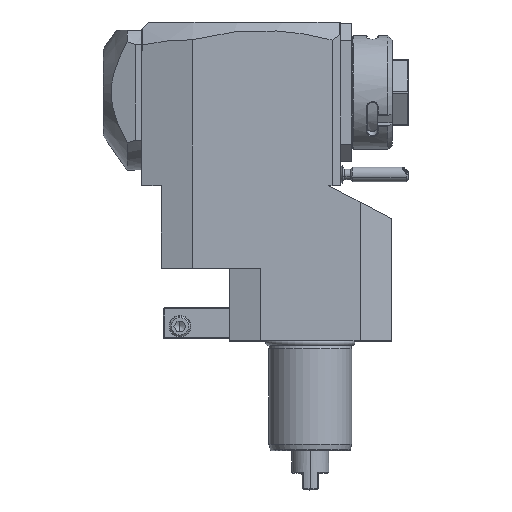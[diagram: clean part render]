
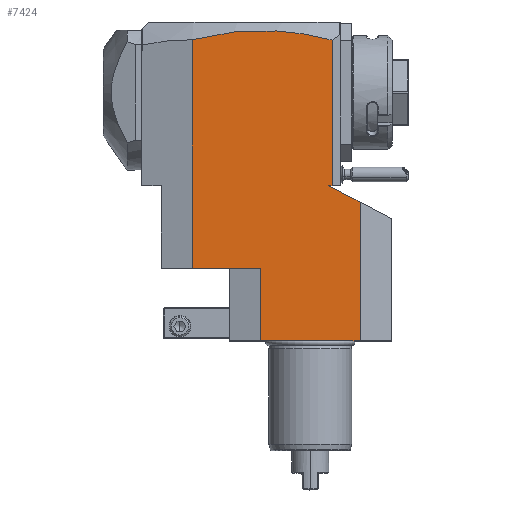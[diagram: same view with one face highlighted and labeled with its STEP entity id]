
A CAD part, top view. The second image highlights one B-rep face of the part: STEP entity #7424.
In plain terms, the highlighted planar face has unit normal (0, 0, 1).
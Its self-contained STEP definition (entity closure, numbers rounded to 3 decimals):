
#17=DIRECTION('',(-1.,0.,0.));
#18=VECTOR('',#17,48.);
#19=CARTESIAN_POINT('',(24.,0.,37.5));
#20=LINE('',#19,#18);
#63=DIRECTION('',(0.,-1.,0.));
#64=VECTOR('',#63,70.258);
#65=CARTESIAN_POINT('',(10.5,145.258,37.5));
#66=LINE('',#65,#64);
#67=DIRECTION('',(-1.,0.,0.));
#68=VECTOR('',#67,1.592);
#69=CARTESIAN_POINT('',(10.5,75.,37.5));
#70=LINE('',#69,#68);
#71=DIRECTION('',(-0.883,0.469,0.));
#72=VECTOR('',#71,17.092);
#73=CARTESIAN_POINT('',(24.,66.976,37.5));
#74=LINE('',#73,#72);
#75=CARTESIAN_POINT('',(-57.,145.435,37.5));
#76=CARTESIAN_POINT('',(-51.371,146.939,37.5));
#77=CARTESIAN_POINT('',(-40.115,149.162,37.5));
#78=CARTESIAN_POINT('',(-23.238,150.233,37.5));
#79=CARTESIAN_POINT('',(-6.365,149.072,37.5));
#80=CARTESIAN_POINT('',(4.879,146.791,37.5));
#81=CARTESIAN_POINT('',(10.5,145.258,37.5));
#2297=DIRECTION('',(0.,-1.,0.));
#2298=VECTOR('',#2297,110.435);
#2299=CARTESIAN_POINT('',(-57.,145.435,37.5));
#2300=LINE('',#2299,#2298);
#2317=DIRECTION('',(1.,0.,0.));
#2318=VECTOR('',#2317,33.);
#2319=CARTESIAN_POINT('',(-57.,35.,37.5));
#2320=LINE('',#2319,#2318);
#2837=DIRECTION('',(0.,-1.,0.));
#2838=VECTOR('',#2837,35.);
#2839=CARTESIAN_POINT('',(-24.,35.,37.5));
#2840=LINE('',#2839,#2838);
#4899=DIRECTION('',(0.,1.,0.));
#4900=VECTOR('',#4899,66.976);
#4901=CARTESIAN_POINT('',(24.,0.,37.5));
#4902=LINE('',#4901,#4900);
#6782=VERTEX_POINT('',#75);
#6783=VERTEX_POINT('',#81);
#7155=CARTESIAN_POINT('',(24.,0.,37.5));
#7156=VERTEX_POINT('',#7155);
#7157=CARTESIAN_POINT('',(-24.,0.,37.5));
#7158=VERTEX_POINT('',#7157);
#7191=CARTESIAN_POINT('',(-57.,35.,37.5));
#7193=VERTEX_POINT('',#7191);
#7205=CARTESIAN_POINT('',(10.5,75.,37.5));
#7206=VERTEX_POINT('',#7205);
#7213=CARTESIAN_POINT('',(24.,66.976,37.5));
#7214=VERTEX_POINT('',#7213);
#7313=CARTESIAN_POINT('',(8.908,75.,37.5));
#7314=VERTEX_POINT('',#7313);
#7317=CARTESIAN_POINT('',(-24.,35.,37.5));
#7318=VERTEX_POINT('',#7317);
#7401=CARTESIAN_POINT('',(-39.202,35.,37.5));
#7402=DIRECTION('',(0.,0.,1.));
#7403=DIRECTION('',(1.,0.,0.));
#7404=AXIS2_PLACEMENT_3D('',#7401,#7402,#7403);
#7405=PLANE('',#7404);
#7407=ORIENTED_EDGE('',*,*,#7406,.T.);
#7408=ORIENTED_EDGE('',*,*,#7387,.T.);
#7410=ORIENTED_EDGE('',*,*,#7409,.F.);
#7412=ORIENTED_EDGE('',*,*,#7411,.F.);
#7413=ORIENTED_EDGE('',*,*,#7334,.T.);
#7415=ORIENTED_EDGE('',*,*,#7414,.F.);
#7417=ORIENTED_EDGE('',*,*,#7416,.F.);
#7419=ORIENTED_EDGE('',*,*,#7418,.F.);
#7421=ORIENTED_EDGE('',*,*,#7420,.T.);
#7422=EDGE_LOOP('',(#7407,#7408,#7410,#7412,#7413,#7415,#7417,#7419,#7421));
#7423=FACE_OUTER_BOUND('',#7422,.F.);
#82=B_SPLINE_CURVE_WITH_KNOTS('',3,(#75,#76,#77,#78,#79,#80,#81),.UNSPECIFIED.,
.F.,.F.,(4,1,1,1,4),(0.,0.25,0.5,0.75,1.),.UNSPECIFIED.);
#7334=EDGE_CURVE('',#7156,#7158,#20,.T.);
#7387=EDGE_CURVE('',#7206,#7314,#70,.T.);
#7406=EDGE_CURVE('',#6783,#7206,#66,.T.);
#7409=EDGE_CURVE('',#7214,#7314,#74,.T.);
#7411=EDGE_CURVE('',#7156,#7214,#4902,.T.);
#7414=EDGE_CURVE('',#7318,#7158,#2840,.T.);
#7416=EDGE_CURVE('',#7193,#7318,#2320,.T.);
#7418=EDGE_CURVE('',#6782,#7193,#2300,.T.);
#7420=EDGE_CURVE('',#6782,#6783,#82,.T.);
#7424=ADVANCED_FACE('',(#7423),#7405,.T.);
